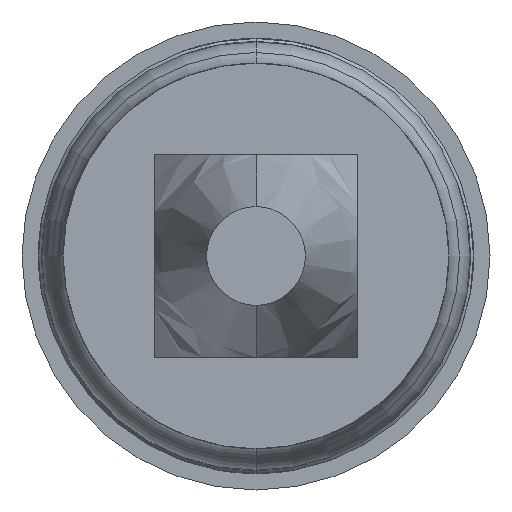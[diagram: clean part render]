
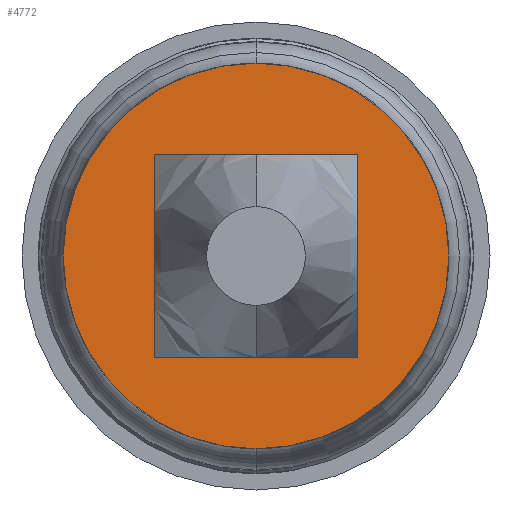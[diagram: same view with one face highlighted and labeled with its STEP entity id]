
A CAD part, front view. The second image highlights one B-rep face of the part: STEP entity #4772.
In plain terms, the highlighted planar face has unit normal (0, -1, 0).
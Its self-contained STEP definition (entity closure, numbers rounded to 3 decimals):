
#71 = DIRECTION ( 'NONE',  ( 0., 0., 1. ) ) ;
#84 = FACE_BOUND ( 'NONE', #3070, .T. ) ;
#210 = VECTOR ( 'NONE', #3879, 1000. ) ;
#218 = VERTEX_POINT ( 'NONE', #3236 ) ;
#294 = VERTEX_POINT ( 'NONE', #3254 ) ;
#404 = LINE ( 'NONE', #568, #210 ) ;
#412 = AXIS2_PLACEMENT_3D ( 'NONE', #3926, #4757, #1372 ) ;
#568 = CARTESIAN_POINT ( 'NONE',  ( 0.585, -18., -0.307 ) ) ;
#642 = VECTOR ( 'NONE', #1786, 1000. ) ;
#660 = CARTESIAN_POINT ( 'NONE',  ( 0., -18., 0. ) ) ;
#966 = CIRCLE ( 'NONE', #412, 0.585 ) ;
#1037 = VERTEX_POINT ( 'NONE', #4547 ) ;
#1130 = EDGE_CURVE ( 'Defeature ausgef�hrt1_6+Defeature ausgef�hrt1_57+Defeature ausgef�hrt1_54+Defeature ausgef�hrt1_56', #2254, #3028, #404, .T. ) ;
#1145 = DIRECTION ( 'NONE',  ( 1., 0., 0. ) ) ;
#1147 = DIRECTION ( 'NONE',  ( 0., 1., 0. ) ) ;
#1365 = FACE_OUTER_BOUND ( 'NONE', #5484, .T. ) ;
#1372 = DIRECTION ( 'NONE',  ( 0., 0., 1. ) ) ;
#1544 = DIRECTION ( 'NONE',  ( 0., 0., 1. ) ) ;
#1662 = ORIENTED_EDGE ( 'NONE', *, *, #2722, .F. ) ;
#1700 = VECTOR ( 'NONE', #71, 1000. ) ;
#1705 = ORIENTED_EDGE ( 'NONE', *, *, #1130, .T. ) ;
#1786 = DIRECTION ( 'NONE',  ( 0., 0., -1. ) ) ;
#1889 = LINE ( 'NONE', #2624, #1700 ) ;
#1892 = VERTEX_POINT ( 'NONE', #4755 ) ;
#1957 = CARTESIAN_POINT ( 'NONE',  ( 0.585, -18., 0.308 ) ) ;
#1958 = DIRECTION ( 'NONE',  ( 0., 0., 1. ) ) ;
#2145 = ORIENTED_EDGE ( 'NONE', *, *, #4703, .F. ) ;
#2254 = VERTEX_POINT ( 'NONE', #4252 ) ;
#2578 = EDGE_CURVE ( 'Defeature ausgef�hrt1_6+Defeature ausgef�hrt1_55+Defeature ausgef�hrt1_56+Defeature ausgef�hrt1_54', #1037, #1892, #5320, .T. ) ;
#2624 = CARTESIAN_POINT ( 'NONE',  ( -0.308, -18., 0. ) ) ;
#2646 = EDGE_CURVE ( 'Defeature ausgef�hrt1_6+Defeature ausgef�hrt1_54+Defeature ausgef�hrt1_55+Defeature ausgef�hrt1_57', #1892, #2254, #4582, .T. ) ;
#2678 = AXIS2_PLACEMENT_3D ( 'NONE', #660, #3221, #1958 ) ;
#2722 = EDGE_CURVE ( 'Defeature ausgef�hrt1_5+Defeature ausgef�hrt1_6+Defeature ausgef�hrt1_6+Defeature ausgef�hrt1_6', #294, #218, #966, .T. ) ;
#2935 = AXIS2_PLACEMENT_3D ( 'NONE', #3684, #1147, #1544 ) ;
#3028 = VERTEX_POINT ( 'NONE', #3385 ) ;
#3070 = EDGE_LOOP ( 'NONE', ( #3756, #4630, #1705, #4807 ) ) ;
#3221 = DIRECTION ( 'NONE',  ( 0., 1., 0. ) ) ;
#3236 = CARTESIAN_POINT ( 'NONE',  ( 0., -18., 0.585 ) ) ;
#3254 = CARTESIAN_POINT ( 'NONE',  ( 0., -18., -0.585 ) ) ;
#3385 = CARTESIAN_POINT ( 'NONE',  ( -0.308, -18., -0.307 ) ) ;
#3517 = CARTESIAN_POINT ( 'NONE',  ( 0.307, -18., 0. ) ) ;
#3648 = VECTOR ( 'NONE', #1145, 1000. ) ;
#3684 = CARTESIAN_POINT ( 'NONE',  ( 0.585, -18., 0. ) ) ;
#3714 = EDGE_CURVE ( 'Defeature ausgef�hrt1_6+Defeature ausgef�hrt1_56+Defeature ausgef�hrt1_57+Defeature ausgef�hrt1_55', #3028, #1037, #1889, .T. ) ;
#3756 = ORIENTED_EDGE ( 'NONE', *, *, #2578, .T. ) ;
#3879 = DIRECTION ( 'NONE',  ( -1., 0., 0. ) ) ;
#3926 = CARTESIAN_POINT ( 'NONE',  ( 0., -18., 0. ) ) ;
#4078 = PLANE ( 'NONE',  #2935 ) ;
#4252 = CARTESIAN_POINT ( 'NONE',  ( 0.307, -18., -0.307 ) ) ;
#4547 = CARTESIAN_POINT ( 'NONE',  ( -0.307, -18., 0.308 ) ) ;
#4582 = LINE ( 'NONE', #3517, #642 ) ;
#4630 = ORIENTED_EDGE ( 'NONE', *, *, #2646, .T. ) ;
#4703 = EDGE_CURVE ( 'Defeature ausgef�hrt1_5+Defeature ausgef�hrt1_6+Defeature ausgef�hrt1_6+Defeature ausgef�hrt1_6', #218, #294, #5039, .T. ) ;
#4755 = CARTESIAN_POINT ( 'NONE',  ( 0.307, -18., 0.308 ) ) ;
#4757 = DIRECTION ( 'NONE',  ( 0., 1., 0. ) ) ;
#4772 = ADVANCED_FACE ( 'Defeature ausgef�hrt1_6', ( #84, #1365 ), #4078, .F. ) ;
#4807 = ORIENTED_EDGE ( 'NONE', *, *, #3714, .T. ) ;
#5039 = CIRCLE ( 'NONE', #2678, 0.585 ) ;
#5320 = LINE ( 'NONE', #1957, #3648 ) ;
#5484 = EDGE_LOOP ( 'NONE', ( #2145, #1662 ) ) ;
